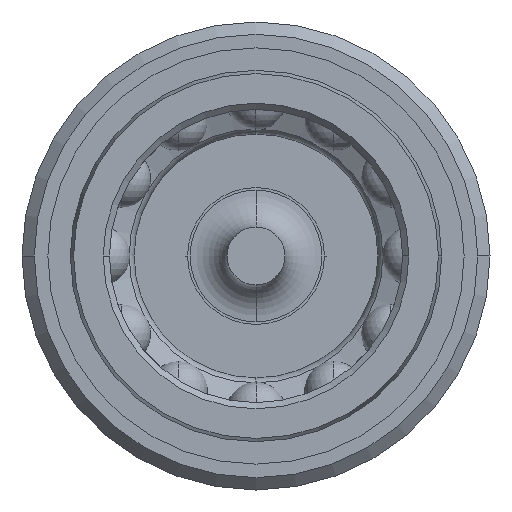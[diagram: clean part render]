
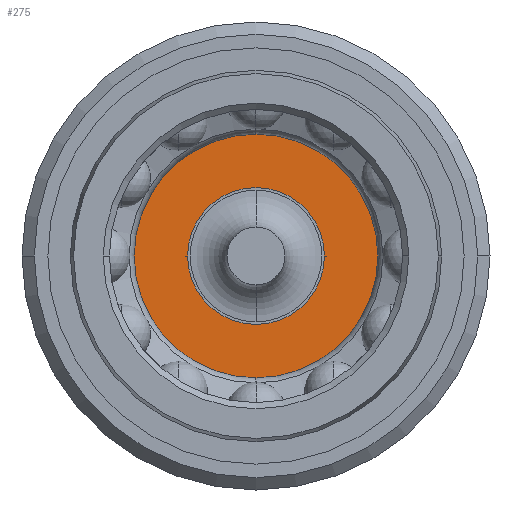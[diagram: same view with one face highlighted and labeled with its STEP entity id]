
A CAD part, left-side view. The second image highlights one B-rep face of the part: STEP entity #275.
In plain terms, the highlighted planar face has unit normal (-1, 0, 0).
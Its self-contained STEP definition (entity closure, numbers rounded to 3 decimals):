
#275 = ADVANCED_FACE( '', ( #632, #633 ), #634, .F. );
#632 = FACE_OUTER_BOUND( '', #1045, .T. );
#633 = FACE_BOUND( '', #1046, .T. );
#634 = PLANE( '', #1047 );
#1045 = EDGE_LOOP( '', ( #2325, #2326 ) );
#1046 = EDGE_LOOP( '', ( #2327, #2328 ) );
#1047 = AXIS2_PLACEMENT_3D( '', #2329, #2330, #2331 );
#2325 = ORIENTED_EDGE( '', *, *, #2960, .T. );
#2326 = ORIENTED_EDGE( '', *, *, #3025, .T. );
#2327 = ORIENTED_EDGE( '', *, *, #2962, .F. );
#2328 = ORIENTED_EDGE( '', *, *, #3024, .F. );
#2329 = CARTESIAN_POINT( '', ( -17.9, 7.928, 0. ) );
#2330 = DIRECTION( '', ( 1., 0., 0. ) );
#2331 = DIRECTION( '', ( 0., -1., 0. ) );
#2960 = EDGE_CURVE( '', #3660, #3664, #3666, .T. );
#2962 = EDGE_CURVE( '', #3667, #3670, #3671, .T. );
#3024 = EDGE_CURVE( '', #3670, #3667, #3772, .T. );
#3025 = EDGE_CURVE( '', #3664, #3660, #3773, .T. );
#3660 = VERTEX_POINT( '', #5303 );
#3664 = VERTEX_POINT( '', #5308 );
#3666 = CIRCLE( '', #5311, 10.3 );
#3667 = VERTEX_POINT( '', #5312 );
#3670 = VERTEX_POINT( '', #5316 );
#3671 = CIRCLE( '', #5317, 5.555 );
#3772 = CIRCLE( '', #5747, 5.555 );
#3773 = CIRCLE( '', #5748, 10.3 );
#5303 = CARTESIAN_POINT( '', ( -17.9, 10.3, 0. ) );
#5308 = CARTESIAN_POINT( '', ( -17.9, -10.3, 0. ) );
#5311 = AXIS2_PLACEMENT_3D( '', #6402, #6403, #6404 );
#5312 = CARTESIAN_POINT( '', ( -17.9, 5.555, 0. ) );
#5316 = CARTESIAN_POINT( '', ( -17.9, -5.555, 0. ) );
#5317 = AXIS2_PLACEMENT_3D( '', #6406, #6407, #6408 );
#5747 = AXIS2_PLACEMENT_3D( '', #6524, #6525, #6526 );
#5748 = AXIS2_PLACEMENT_3D( '', #6527, #6528, #6529 );
#6402 = CARTESIAN_POINT( '', ( -17.9, 0., 0. ) );
#6403 = DIRECTION( '', ( -1., 0., 0. ) );
#6404 = DIRECTION( '', ( 0., 1., 0. ) );
#6406 = CARTESIAN_POINT( '', ( -17.9, 0., 0. ) );
#6407 = DIRECTION( '', ( -1., 0., 0. ) );
#6408 = DIRECTION( '', ( 0., 1., 0. ) );
#6524 = CARTESIAN_POINT( '', ( -17.9, 0., 0. ) );
#6525 = DIRECTION( '', ( -1., 0., 0. ) );
#6526 = DIRECTION( '', ( 0., 1., 0. ) );
#6527 = CARTESIAN_POINT( '', ( -17.9, 0., 0. ) );
#6528 = DIRECTION( '', ( -1., 0., 0. ) );
#6529 = DIRECTION( '', ( 0., 1., 0. ) );
